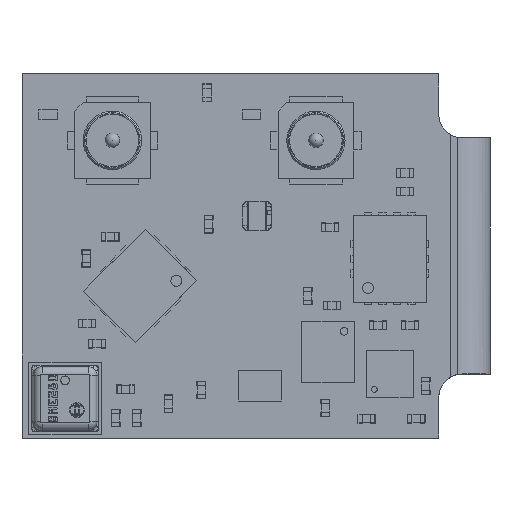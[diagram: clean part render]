
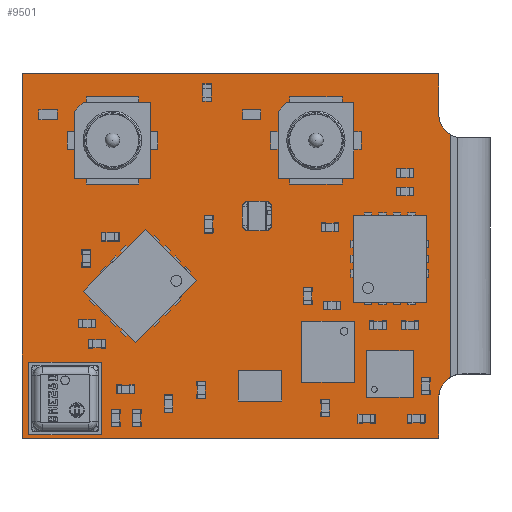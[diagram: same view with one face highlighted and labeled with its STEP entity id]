
A CAD part, top view. The second image highlights one B-rep face of the part: STEP entity #9501.
In plain terms, the highlighted planar face has unit normal (0, 0, 1).
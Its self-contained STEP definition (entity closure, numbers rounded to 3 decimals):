
#9501 = ADVANCED_FACE('',(#9502),#9648,.F.);
#9502 = FACE_BOUND('',#9503,.F.);
#9503 = EDGE_LOOP('',(#9504,#9514,#9522,#9530,#9538,#9546,#9554,#9562,
    #9570,#9578,#9586,#9594,#9602,#9610,#9618,#9626,#9634,#9642));
#9504 = ORIENTED_EDGE('',*,*,#9505,.T.);
#9505 = EDGE_CURVE('',#9506,#9508,#9510,.T.);
#9506 = VERTEX_POINT('',#9507);
#9507 = CARTESIAN_POINT('',(63.627,49.457,
    2.337));
#9508 = VERTEX_POINT('',#9509);
#9509 = CARTESIAN_POINT('',(77.927,49.457,
    2.337));
#9510 = LINE('',#9511,#9512);
#9511 = CARTESIAN_POINT('',(63.627,49.457,
    2.337));
#9512 = VECTOR('',#9513,1.);
#9513 = DIRECTION('',(1.,0.,0.));
#9514 = ORIENTED_EDGE('',*,*,#9515,.T.);
#9515 = EDGE_CURVE('',#9508,#9516,#9518,.T.);
#9516 = VERTEX_POINT('',#9517);
#9517 = CARTESIAN_POINT('',(77.927,48.059,
    2.337));
#9518 = LINE('',#9519,#9520);
#9519 = CARTESIAN_POINT('',(77.927,49.457,
    2.337));
#9520 = VECTOR('',#9521,1.);
#9521 = DIRECTION('',(0.,-1.,0.));
#9522 = ORIENTED_EDGE('',*,*,#9523,.T.);
#9523 = EDGE_CURVE('',#9516,#9524,#9526,.T.);
#9524 = VERTEX_POINT('',#9525);
#9525 = CARTESIAN_POINT('',(77.931,47.98,
    2.337));
#9526 = LINE('',#9527,#9528);
#9527 = CARTESIAN_POINT('',(77.927,48.059,
    2.337));
#9528 = VECTOR('',#9529,1.);
#9529 = DIRECTION('',(0.051,-0.999,
    0.));
#9530 = ORIENTED_EDGE('',*,*,#9531,.T.);
#9531 = EDGE_CURVE('',#9524,#9532,#9534,.T.);
#9532 = VERTEX_POINT('',#9533);
#9533 = CARTESIAN_POINT('',(77.962,47.826,
    2.337));
#9534 = LINE('',#9535,#9536);
#9535 = CARTESIAN_POINT('',(77.931,47.98,
    2.337));
#9536 = VECTOR('',#9537,1.);
#9537 = DIRECTION('',(0.197,-0.98,0.)
  );
#9538 = ORIENTED_EDGE('',*,*,#9539,.T.);
#9539 = EDGE_CURVE('',#9532,#9540,#9542,.T.);
#9540 = VERTEX_POINT('',#9541);
#9541 = CARTESIAN_POINT('',(78.022,47.681,
    2.337));
#9542 = LINE('',#9543,#9544);
#9543 = CARTESIAN_POINT('',(77.962,47.826,
    2.337));
#9544 = VECTOR('',#9545,1.);
#9545 = DIRECTION('',(0.382,-0.924,0.
    ));
#9546 = ORIENTED_EDGE('',*,*,#9547,.T.);
#9547 = EDGE_CURVE('',#9540,#9548,#9550,.T.);
#9548 = VERTEX_POINT('',#9549);
#9549 = CARTESIAN_POINT('',(78.109,47.55,
    2.337));
#9550 = LINE('',#9551,#9552);
#9551 = CARTESIAN_POINT('',(78.022,47.681,
    2.337));
#9552 = VECTOR('',#9553,1.);
#9553 = DIRECTION('',(0.553,-0.833,0.)
  );
#9554 = ORIENTED_EDGE('',*,*,#9555,.T.);
#9555 = EDGE_CURVE('',#9548,#9556,#9558,.T.);
#9556 = VERTEX_POINT('',#9557);
#9557 = CARTESIAN_POINT('',(78.22,47.439,
    2.337));
#9558 = LINE('',#9559,#9560);
#9559 = CARTESIAN_POINT('',(78.109,47.55,
    2.337));
#9560 = VECTOR('',#9561,1.);
#9561 = DIRECTION('',(0.707,-0.707,0.
    ));
#9562 = ORIENTED_EDGE('',*,*,#9563,.T.);
#9563 = EDGE_CURVE('',#9556,#9564,#9566,.T.);
#9564 = VERTEX_POINT('',#9565);
#9565 = CARTESIAN_POINT('',(78.327,47.368,
    2.337));
#9566 = LINE('',#9567,#9568);
#9567 = CARTESIAN_POINT('',(78.22,47.439,
    2.337));
#9568 = VECTOR('',#9569,1.);
#9569 = DIRECTION('',(0.833,-0.553,0.
    ));
#9570 = ORIENTED_EDGE('',*,*,#9571,.T.);
#9571 = EDGE_CURVE('',#9564,#9572,#9574,.T.);
#9572 = VERTEX_POINT('',#9573);
#9573 = CARTESIAN_POINT('',(78.328,39.048,
    2.337));
#9574 = LINE('',#9575,#9576);
#9575 = CARTESIAN_POINT('',(78.327,47.368,
    2.337));
#9576 = VECTOR('',#9577,1.);
#9577 = DIRECTION('',(0.,-1.,
    0.));
#9578 = ORIENTED_EDGE('',*,*,#9579,.T.);
#9579 = EDGE_CURVE('',#9572,#9580,#9582,.T.);
#9580 = VERTEX_POINT('',#9581);
#9581 = CARTESIAN_POINT('',(78.22,38.975,
    2.337));
#9582 = LINE('',#9583,#9584);
#9583 = CARTESIAN_POINT('',(78.328,39.048,
    2.337));
#9584 = VECTOR('',#9585,1.);
#9585 = DIRECTION('',(-0.828,-0.56,
    0.));
#9586 = ORIENTED_EDGE('',*,*,#9587,.T.);
#9587 = EDGE_CURVE('',#9580,#9588,#9590,.T.);
#9588 = VERTEX_POINT('',#9589);
#9589 = CARTESIAN_POINT('',(78.109,38.864,
    2.337));
#9590 = LINE('',#9591,#9592);
#9591 = CARTESIAN_POINT('',(78.22,38.975,
    2.337));
#9592 = VECTOR('',#9593,1.);
#9593 = DIRECTION('',(-0.707,-0.707,
    0.));
#9594 = ORIENTED_EDGE('',*,*,#9595,.T.);
#9595 = EDGE_CURVE('',#9588,#9596,#9598,.T.);
#9596 = VERTEX_POINT('',#9597);
#9597 = CARTESIAN_POINT('',(78.021,38.734,
    2.337));
#9598 = LINE('',#9599,#9600);
#9599 = CARTESIAN_POINT('',(78.109,38.864,
    2.337));
#9600 = VECTOR('',#9601,1.);
#9601 = DIRECTION('',(-0.561,-0.828,
    0.));
#9602 = ORIENTED_EDGE('',*,*,#9603,.T.);
#9603 = EDGE_CURVE('',#9596,#9604,#9606,.T.);
#9604 = VERTEX_POINT('',#9605);
#9605 = CARTESIAN_POINT('',(77.961,38.589,2.337
    ));
#9606 = LINE('',#9607,#9608);
#9607 = CARTESIAN_POINT('',(78.021,38.734,
    2.337));
#9608 = VECTOR('',#9609,1.);
#9609 = DIRECTION('',(-0.382,-0.924,
    0.));
#9610 = ORIENTED_EDGE('',*,*,#9611,.T.);
#9611 = EDGE_CURVE('',#9604,#9612,#9614,.T.);
#9612 = VERTEX_POINT('',#9613);
#9613 = CARTESIAN_POINT('',(77.931,38.435,
    2.337));
#9614 = LINE('',#9615,#9616);
#9615 = CARTESIAN_POINT('',(77.961,38.589,2.337
    ));
#9616 = VECTOR('',#9617,1.);
#9617 = DIRECTION('',(-0.191,-0.982,
    0.));
#9618 = ORIENTED_EDGE('',*,*,#9619,.T.);
#9619 = EDGE_CURVE('',#9612,#9620,#9622,.T.);
#9620 = VERTEX_POINT('',#9621);
#9621 = CARTESIAN_POINT('',(77.927,38.356,
    2.337));
#9622 = LINE('',#9623,#9624);
#9623 = CARTESIAN_POINT('',(77.931,38.435,
    2.337));
#9624 = VECTOR('',#9625,1.);
#9625 = DIRECTION('',(-0.051,-0.999,
    0.));
#9626 = ORIENTED_EDGE('',*,*,#9627,.T.);
#9627 = EDGE_CURVE('',#9620,#9628,#9630,.T.);
#9628 = VERTEX_POINT('',#9629);
#9629 = CARTESIAN_POINT('',(77.927,36.957,2.337)
  );
#9630 = LINE('',#9631,#9632);
#9631 = CARTESIAN_POINT('',(77.927,38.356,
    2.337));
#9632 = VECTOR('',#9633,1.);
#9633 = DIRECTION('',(0.,-1.,0.));
#9634 = ORIENTED_EDGE('',*,*,#9635,.T.);
#9635 = EDGE_CURVE('',#9628,#9636,#9638,.T.);
#9636 = VERTEX_POINT('',#9637);
#9637 = CARTESIAN_POINT('',(63.627,36.957,2.337)
  );
#9638 = LINE('',#9639,#9640);
#9639 = CARTESIAN_POINT('',(77.927,36.957,2.337)
  );
#9640 = VECTOR('',#9641,1.);
#9641 = DIRECTION('',(-1.,0.,0.));
#9642 = ORIENTED_EDGE('',*,*,#9643,.T.);
#9643 = EDGE_CURVE('',#9636,#9506,#9644,.T.);
#9644 = LINE('',#9645,#9646);
#9645 = CARTESIAN_POINT('',(63.627,36.957,2.337)
  );
#9646 = VECTOR('',#9647,1.);
#9647 = DIRECTION('',(0.,1.,0.));
#9648 = PLANE('',#9649);
#9649 = AXIS2_PLACEMENT_3D('',#9650,#9651,#9652);
#9650 = CARTESIAN_POINT('',(63.627,49.457,
    2.337));
#9651 = DIRECTION('',(0.,0.,-1.));
#9652 = DIRECTION('',(-1.,0.,0.));
